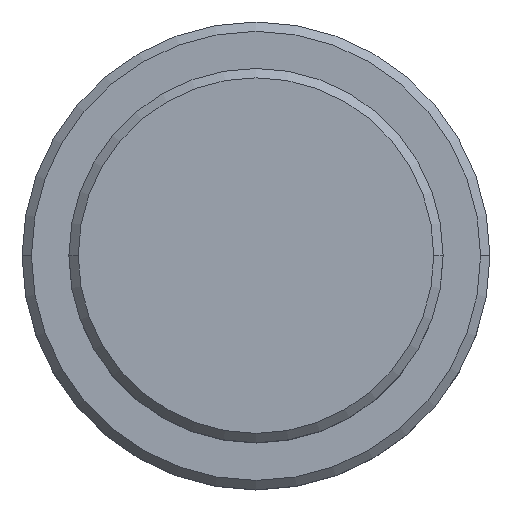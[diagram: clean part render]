
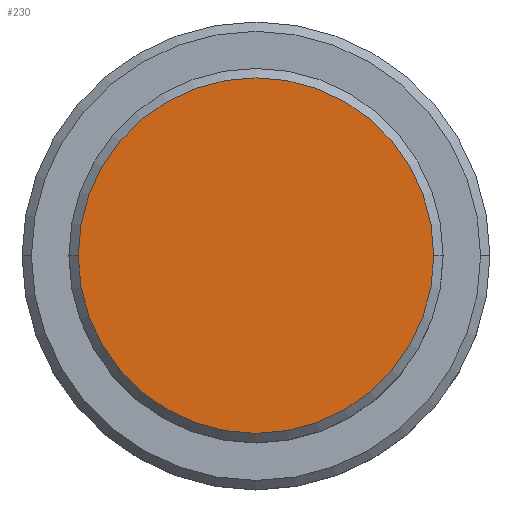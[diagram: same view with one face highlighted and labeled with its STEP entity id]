
A CAD part, top view. The second image highlights one B-rep face of the part: STEP entity #230.
In plain terms, the highlighted planar face has unit normal (0, 0, 1).
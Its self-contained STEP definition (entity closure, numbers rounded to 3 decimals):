
#73 = CARTESIAN_POINT ( 'NONE',  ( 0., 0., 0. ) ) ;
#83 = VERTEX_POINT ( 'NONE', #152 ) ;
#100 = DIRECTION ( 'NONE',  ( 0., 0., 1. ) ) ;
#132 = AXIS2_PLACEMENT_3D ( 'NONE', #617, #853, #388 ) ;
#152 = CARTESIAN_POINT ( 'NONE',  ( 9.5, 0., 0. ) ) ;
#200 = CARTESIAN_POINT ( 'NONE',  ( 0., 0., 0. ) ) ;
#230 = ADVANCED_FACE ( 'NONE', ( #405 ), #850, .T. ) ;
#388 = DIRECTION ( 'NONE',  ( 1., 0., 0. ) ) ;
#405 = FACE_OUTER_BOUND ( 'NONE', #1187, .T. ) ;
#486 = ORIENTED_EDGE ( 'NONE', *, *, #569, .T. ) ;
#489 = CIRCLE ( 'NONE', #977, 9.5 ) ;
#547 = DIRECTION ( 'NONE',  ( 0., 0., 1. ) ) ;
#569 = EDGE_CURVE ( 'NONE', #1211, #83, #489, .T. ) ;
#617 = CARTESIAN_POINT ( 'NONE',  ( 0., 0., 0. ) ) ;
#629 = CIRCLE ( 'NONE', #132, 9.5 ) ;
#630 = DIRECTION ( 'NONE',  ( 1., 0., 0. ) ) ;
#850 = PLANE ( 'NONE',  #928 ) ;
#853 = DIRECTION ( 'NONE',  ( 0., 0., 1. ) ) ;
#918 = ORIENTED_EDGE ( 'NONE', *, *, #1408, .T. ) ;
#928 = AXIS2_PLACEMENT_3D ( 'NONE', #200, #547, #630 ) ;
#977 = AXIS2_PLACEMENT_3D ( 'NONE', #73, #100, #1194 ) ;
#1094 = CARTESIAN_POINT ( 'NONE',  ( -9.5, 0., 0. ) ) ;
#1187 = EDGE_LOOP ( 'NONE', ( #486, #918 ) ) ;
#1194 = DIRECTION ( 'NONE',  ( 1., 0., 0. ) ) ;
#1211 = VERTEX_POINT ( 'NONE', #1094 ) ;
#1408 = EDGE_CURVE ( 'NONE', #83, #1211, #629, .T. ) ;
